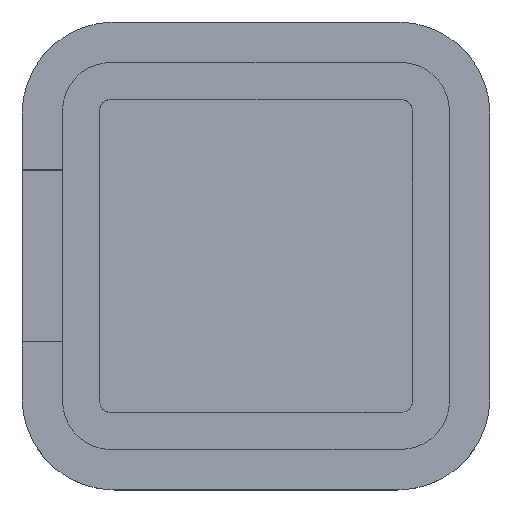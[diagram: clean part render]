
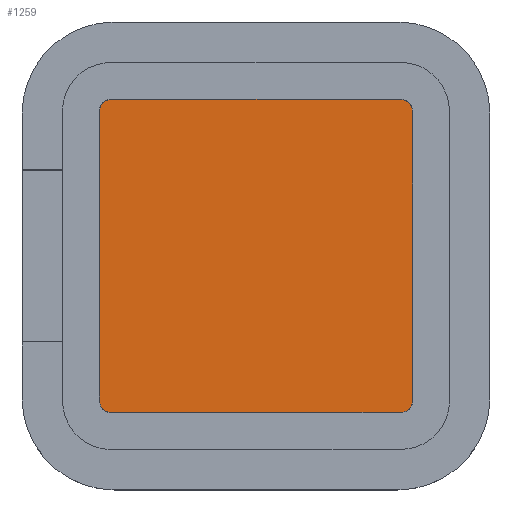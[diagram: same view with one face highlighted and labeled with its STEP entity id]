
A CAD part, top view. The second image highlights one B-rep face of the part: STEP entity #1259.
In plain terms, the highlighted planar face has unit normal (0, 0, 1).
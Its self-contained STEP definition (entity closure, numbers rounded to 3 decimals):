
#38=CIRCLE('',#1340,0.929);
#40=CIRCLE('',#1344,0.929);
#42=CIRCLE('',#1349,0.929);
#44=CIRCLE('',#1354,0.929);
#113=FACE_OUTER_BOUND('',#179,.T.);
#179=EDGE_LOOP('',(#1002,#1003,#1004,#1005,#1006,#1007,#1008,#1009,#1010,
#1011,#1012));
#286=LINE('',#1933,#435);
#290=LINE('',#1941,#439);
#294=LINE('',#1953,#443);
#298=LINE('',#1965,#447);
#301=LINE('',#1971,#450);
#305=LINE('',#1983,#454);
#308=LINE('',#1989,#457);
#435=VECTOR('',#1563,10.);
#439=VECTOR('',#1569,10.);
#443=VECTOR('',#1581,10.);
#447=VECTOR('',#1593,10.);
#450=VECTOR('',#1598,10.);
#454=VECTOR('',#1610,10.);
#457=VECTOR('',#1615,10.);
#563=VERTEX_POINT('',#1931);
#564=VERTEX_POINT('',#1932);
#567=VERTEX_POINT('',#1940);
#569=VERTEX_POINT('',#1946);
#571=VERTEX_POINT('',#1952);
#573=VERTEX_POINT('',#1958);
#575=VERTEX_POINT('',#1964);
#577=VERTEX_POINT('',#1970);
#579=VERTEX_POINT('',#1976);
#581=VERTEX_POINT('',#1982);
#583=VERTEX_POINT('',#1988);
#712=EDGE_CURVE('',#563,#564,#286,.T.);
#716=EDGE_CURVE('',#564,#567,#290,.T.);
#719=EDGE_CURVE('',#567,#569,#38,.T.);
#722=EDGE_CURVE('',#569,#571,#294,.T.);
#725=EDGE_CURVE('',#571,#573,#40,.T.);
#728=EDGE_CURVE('',#573,#575,#298,.T.);
#731=EDGE_CURVE('',#575,#577,#301,.T.);
#734=EDGE_CURVE('',#577,#579,#42,.T.);
#737=EDGE_CURVE('',#579,#581,#305,.T.);
#740=EDGE_CURVE('',#581,#583,#308,.T.);
#743=EDGE_CURVE('',#583,#563,#44,.T.);
#1002=ORIENTED_EDGE('',*,*,#712,.T.);
#1003=ORIENTED_EDGE('',*,*,#716,.T.);
#1004=ORIENTED_EDGE('',*,*,#719,.T.);
#1005=ORIENTED_EDGE('',*,*,#722,.T.);
#1006=ORIENTED_EDGE('',*,*,#725,.T.);
#1007=ORIENTED_EDGE('',*,*,#728,.T.);
#1008=ORIENTED_EDGE('',*,*,#731,.T.);
#1009=ORIENTED_EDGE('',*,*,#734,.T.);
#1010=ORIENTED_EDGE('',*,*,#737,.T.);
#1011=ORIENTED_EDGE('',*,*,#740,.T.);
#1012=ORIENTED_EDGE('',*,*,#743,.T.);
#1201=PLANE('',#1356);
#1259=ADVANCED_FACE('',(#113),#1201,.T.);
#1340=AXIS2_PLACEMENT_3D('',#1947,#1574,#1575);
#1344=AXIS2_PLACEMENT_3D('',#1959,#1586,#1587);
#1349=AXIS2_PLACEMENT_3D('',#1977,#1603,#1604);
#1354=AXIS2_PLACEMENT_3D('',#1994,#1620,#1621);
#1356=AXIS2_PLACEMENT_3D('',#1996,#1624,#1625);
#1563=DIRECTION('',(0.043,0.999,0.));
#1569=DIRECTION('',(0.,1.,0.));
#1574=DIRECTION('center_axis',(0.,0.,1.));
#1575=DIRECTION('ref_axis',(1.,0.,0.));
#1581=DIRECTION('',(-1.,0.,0.));
#1586=DIRECTION('center_axis',(0.,0.,1.));
#1587=DIRECTION('ref_axis',(0.,1.,0.));
#1593=DIRECTION('',(-0.043,-0.999,0.));
#1598=DIRECTION('',(0.,-1.,0.));
#1603=DIRECTION('center_axis',(0.,0.,1.));
#1604=DIRECTION('ref_axis',(-1.,0.,0.));
#1610=DIRECTION('',(0.999,-0.043,0.));
#1615=DIRECTION('',(1.,0.,0.));
#1620=DIRECTION('center_axis',(0.,0.,1.));
#1621=DIRECTION('ref_axis',(0.,-1.,0.));
#1624=DIRECTION('center_axis',(0.,0.,1.));
#1625=DIRECTION('ref_axis',(-1.,0.,0.));
#1931=CARTESIAN_POINT('',(12.732,-11.929,-11.));
#1932=CARTESIAN_POINT('',(12.74,-11.757,-11.));
#1933=CARTESIAN_POINT('',(12.732,-11.93,-11.));
#1940=CARTESIAN_POINT('',(12.74,11.811,-11.));
#1941=CARTESIAN_POINT('',(12.74,-11.757,-11.));
#1946=CARTESIAN_POINT('',(11.811,12.74,-11.));
#1947=CARTESIAN_POINT('Origin',(11.811,11.811,-11.));
#1952=CARTESIAN_POINT('',(-11.811,12.74,-11.));
#1953=CARTESIAN_POINT('',(11.811,12.74,-11.));
#1958=CARTESIAN_POINT('',(-12.732,11.929,-11.));
#1959=CARTESIAN_POINT('Origin',(-11.811,11.811,-11.));
#1964=CARTESIAN_POINT('',(-12.74,11.757,-11.));
#1965=CARTESIAN_POINT('',(-12.732,11.93,-11.));
#1970=CARTESIAN_POINT('',(-12.74,-11.811,-11.));
#1971=CARTESIAN_POINT('',(-12.74,11.757,-11.));
#1976=CARTESIAN_POINT('',(-11.929,-12.732,-11.));
#1977=CARTESIAN_POINT('Origin',(-11.811,-11.811,-11.));
#1982=CARTESIAN_POINT('',(-11.757,-12.74,-11.));
#1983=CARTESIAN_POINT('',(-11.93,-12.732,-11.));
#1988=CARTESIAN_POINT('',(11.811,-12.74,-11.));
#1989=CARTESIAN_POINT('',(-11.757,-12.74,-11.));
#1994=CARTESIAN_POINT('Origin',(11.811,-11.811,-11.));
#1996=CARTESIAN_POINT('Origin',(0.,0.,
-11.));
